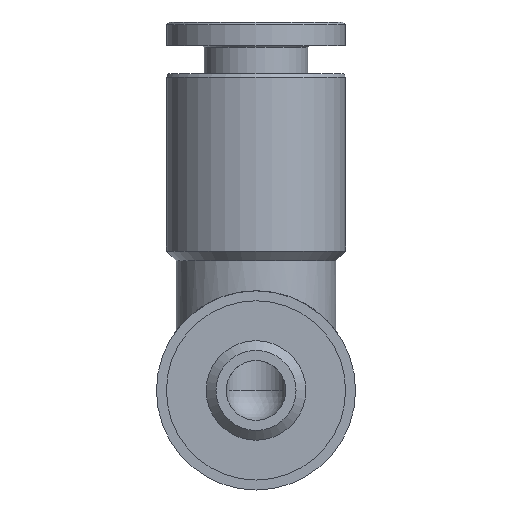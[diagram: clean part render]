
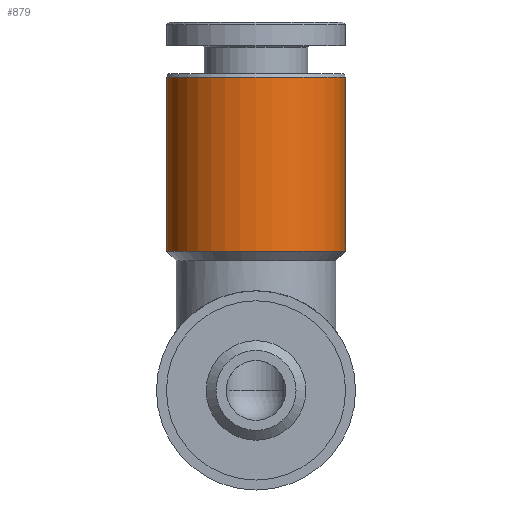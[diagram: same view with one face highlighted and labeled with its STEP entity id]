
A CAD part, front view. The second image highlights one B-rep face of the part: STEP entity #879.
In plain terms, the highlighted cylindrical face has radius 4.5 mm (diameter 9 mm), a full revolution.
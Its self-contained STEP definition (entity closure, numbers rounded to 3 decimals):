
#118=ORIENTED_EDGE('',*,*,#257,.F.);
#119=ORIENTED_EDGE('',*,*,#256,.T.);
#256=EDGE_CURVE('',#320,#320,#362,.T.);
#257=EDGE_CURVE('',#321,#321,#363,.T.);
#320=VERTEX_POINT('',#1290);
#321=VERTEX_POINT('',#1293);
#362=CIRCLE('',#940,4.5);
#363=CIRCLE('',#942,4.5);
#403=EDGE_LOOP('',(#118));
#404=EDGE_LOOP('',(#119));
#475=FACE_BOUND('',#403,.T.);
#476=FACE_BOUND('',#404,.T.);
#537=CYLINDRICAL_SURFACE('',#941,4.5);
#879=ADVANCED_FACE('',(#475,#476),#537,.T.);
#940=AXIS2_PLACEMENT_3D('',#1289,#1046,#1047);
#941=AXIS2_PLACEMENT_3D('',#1291,#1048,#1049);
#942=AXIS2_PLACEMENT_3D('',#1292,#1050,#1051);
#1046=DIRECTION('',(0.,0.,1.));
#1047=DIRECTION('',(0.,-1.,0.));
#1048=DIRECTION('',(0.,0.,1.));
#1049=DIRECTION('',(0.,-1.,0.));
#1050=DIRECTION('',(0.,0.,1.));
#1051=DIRECTION('',(0.,-1.,0.));
#1289=CARTESIAN_POINT('',(0.,0.,7.));
#1290=CARTESIAN_POINT('',(0.,-4.5,7.));
#1291=CARTESIAN_POINT('',(0.,0.,18.5));
#1292=CARTESIAN_POINT('',(0.,0.,15.727));
#1293=CARTESIAN_POINT('',(0.,-4.5,15.727));
